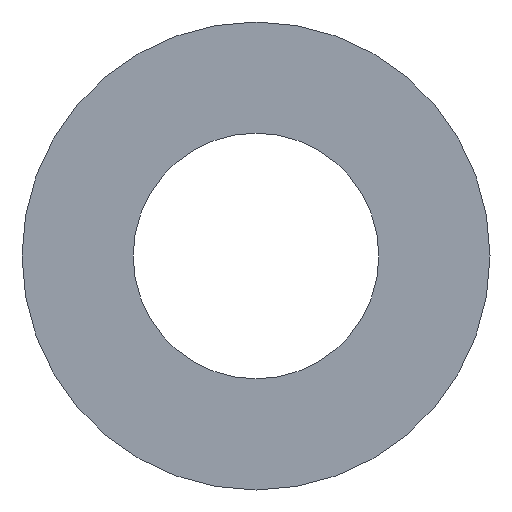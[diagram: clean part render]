
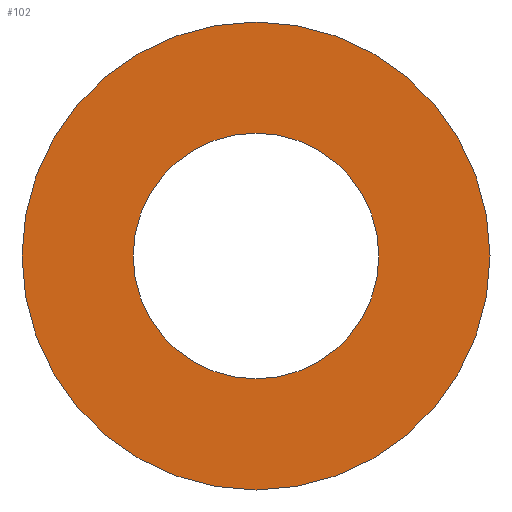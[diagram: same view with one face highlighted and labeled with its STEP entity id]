
A CAD part, left-side view. The second image highlights one B-rep face of the part: STEP entity #102.
In plain terms, the highlighted planar face has unit normal (-1, 0, 0).
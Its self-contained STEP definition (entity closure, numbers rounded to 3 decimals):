
#102 = ADVANCED_FACE( '', ( #214, #215 ), #216, .T. );
#214 = FACE_BOUND( '', #331, .T. );
#215 = FACE_OUTER_BOUND( '', #332, .T. );
#216 = PLANE( '', #333 );
#331 = EDGE_LOOP( '', ( #565 ) );
#332 = EDGE_LOOP( '', ( #566 ) );
#333 = AXIS2_PLACEMENT_3D( '', #567, #568, #569 );
#565 = ORIENTED_EDGE( '', *, *, #764, .T. );
#566 = ORIENTED_EDGE( '', *, *, #758, .F. );
#567 = CARTESIAN_POINT( '', ( 0., 8., 0. ) );
#568 = DIRECTION( '', ( -1., 0., 0. ) );
#569 = DIRECTION( '', ( 0., -1., 0. ) );
#758 = EDGE_CURVE( '', #924, #924, #925, .T. );
#764 = EDGE_CURVE( '', #932, #932, #933, .T. );
#924 = VERTEX_POINT( '', #1154 );
#925 = CIRCLE( '', #1155, 8. );
#932 = VERTEX_POINT( '', #1164 );
#933 = CIRCLE( '', #1165, 4.2 );
#1154 = CARTESIAN_POINT( '', ( 0., 8., 0. ) );
#1155 = AXIS2_PLACEMENT_3D( '', #1288, #1289, #1290 );
#1164 = CARTESIAN_POINT( '', ( 0., 4.2, 0. ) );
#1165 = AXIS2_PLACEMENT_3D( '', #1293, #1294, #1295 );
#1288 = CARTESIAN_POINT( '', ( 0., 0., 0. ) );
#1289 = DIRECTION( '', ( 1., 0., 0. ) );
#1290 = DIRECTION( '', ( 0., 1., 0. ) );
#1293 = CARTESIAN_POINT( '', ( 0., 0., 0. ) );
#1294 = DIRECTION( '', ( 1., 0., 0. ) );
#1295 = DIRECTION( '', ( 0., 1., 0. ) );
